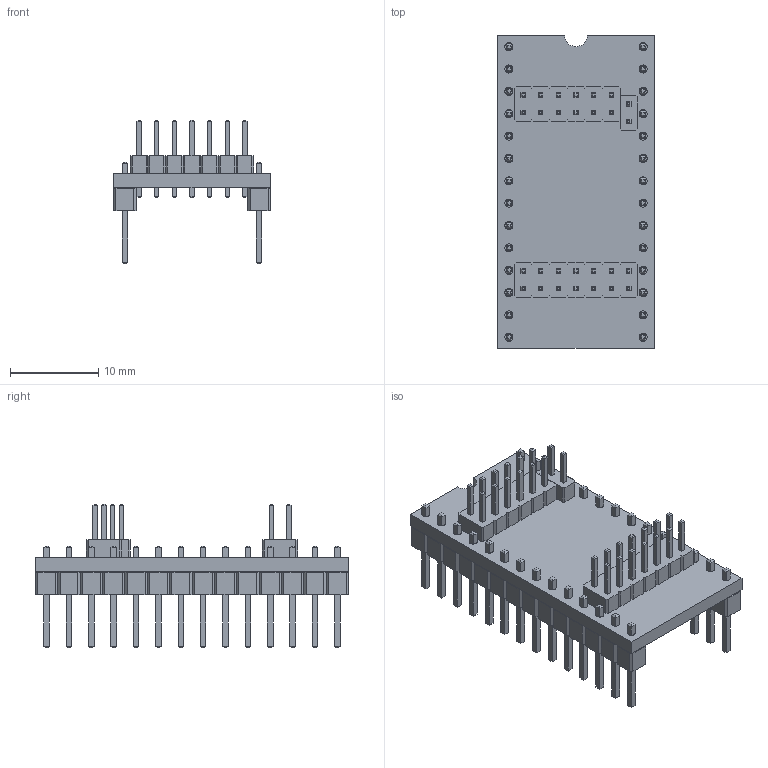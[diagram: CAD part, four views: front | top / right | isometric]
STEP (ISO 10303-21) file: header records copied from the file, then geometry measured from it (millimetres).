
FILE_DESCRIPTION(('KiCad electronic assembly'),'2;1');
FILE_NAME('FlashOpt100_programming_adapter.step','2020-11-09T07:33:30',( 'An Author'),('A Company'),'Open CASCADE STEP processor 6.9', 'KiCad to STEP converter','Unknown');
FILE_SCHEMA(('AUTOMOTIVE_DESIGN { 1 0 10303 214 1 1 1 1 }'));
Length unit declared in the file: millimetre
Products named in the file (10): Open CASCADE STEP translator 6.9 1; PinHeader_2x07_P2.00mm_Vertical; SOLID; PinHeader_2x06_P2.00mm_Vertical; PinHeader_2x01_P2.00mm_Vertical; PinHeader_1x14_P2.54mm_Vertical; COMPOUND
Assembly tree (10 placements, depth 3):
  Open CASCADE STEP translator 6.9 1
    PinHeader_2x07_P2.00mm_Vertical
      SOLID
    PinHeader_2x06_P2.00mm_Vertical
      SOLID
    PinHeader_2x01_P2.00mm_Vertical
      SOLID
    PinHeader_1x14_P2.54mm_Vertical  x2
      SOLID
    COMPOUND
Bounding box: 17.78 x 35.56 x 16.27 mm (x, y, z)
Volume: 1778.3 mm3; surface area: 3757.8 mm2
Topology: 6 solids, 6 shells, 1344 faces, 3212 edges, 1992 vertices
Faces by surface type: plane 1287, cylinder 57
Full cylindrical faces by diameter (mm): 0.75 x28, 0.914 x28
Entity records: 66527 total; most frequent: CARTESIAN_POINT 10367, DIRECTION 9210, LINE 6952, VECTOR 6952, ORIENTED_EDGE 4788, PCURVE 4788, DEFINITIONAL_REPRESENTATION 4788, EDGE_CURVE 2394
